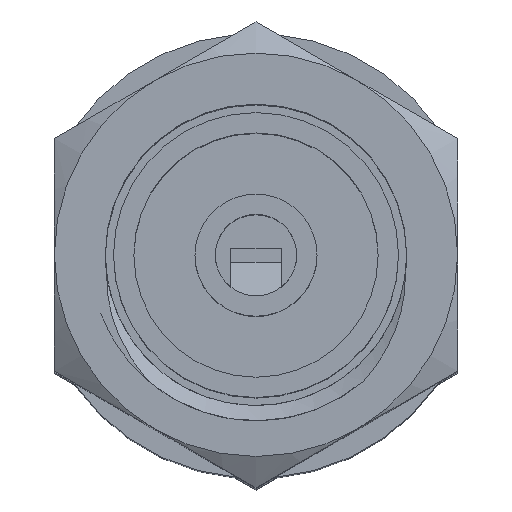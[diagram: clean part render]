
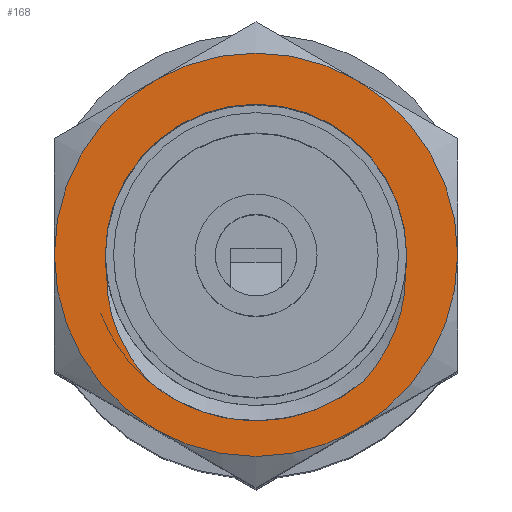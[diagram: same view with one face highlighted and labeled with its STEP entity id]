
A CAD part, top view. The second image highlights one B-rep face of the part: STEP entity #168.
In plain terms, the highlighted planar face has unit normal (0, 0, 1).
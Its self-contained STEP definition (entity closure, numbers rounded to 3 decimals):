
#25 = ORIENTED_EDGE ( 'NONE', *, *, #2452, .T. ) ;
#72 = VERTEX_POINT ( 'NONE', #2792 ) ;
#82 = VERTEX_POINT ( 'NONE', #1158 ) ;
#91 = CARTESIAN_POINT ( 'NONE',  ( 0., 0., 12.95 ) ) ;
#134 = CARTESIAN_POINT ( 'NONE',  ( -0.991, 1.716, 12.95 ) ) ;
#168 = ADVANCED_FACE ( 'NONE', ( #2335, #3172 ), #1297, .T. ) ;
#188 = CARTESIAN_POINT ( 'NONE',  ( 1.468, -0.19, 12.95 ) ) ;
#190 = DIRECTION ( 'NONE',  ( 1., 0., 0. ) ) ;
#204 = CARTESIAN_POINT ( 'NONE',  ( 0., 0., 12.95 ) ) ;
#254 = CARTESIAN_POINT ( 'NONE',  ( 0., 0., 12.95 ) ) ;
#273 = EDGE_CURVE ( 'NONE', #72, #82, #1449, .T. ) ;
#288 = DIRECTION ( 'NONE',  ( 0., 0., 1. ) ) ;
#348 = ORIENTED_EDGE ( 'NONE', *, *, #2513, .T. ) ;
#426 = CARTESIAN_POINT ( 'NONE',  ( -0.192, -1.63, 12.95 ) ) ;
#439 = CARTESIAN_POINT ( 'NONE',  ( -0.746, -1.462, 12.95 ) ) ;
#461 = DIRECTION ( 'NONE',  ( 0., 0., 1. ) ) ;
#468 = DIRECTION ( 'NONE',  ( 1., 0., 0. ) ) ;
#473 = CARTESIAN_POINT ( 'NONE',  ( -1.063, -1.236, 12.95 ) ) ;
#485 = CARTESIAN_POINT ( 'NONE',  ( 1.468, -0.19, 12.95 ) ) ;
#504 = CIRCLE ( 'NONE', #2720, 1.48 ) ;
#505 = CIRCLE ( 'NONE', #2888, 1.981 ) ;
#542 = DIRECTION ( 'NONE',  ( 1., 0., 0. ) ) ;
#555 = CIRCLE ( 'NONE', #3039, 1.48 ) ;
#565 = DIRECTION ( 'NONE',  ( 0., 0., 1. ) ) ;
#569 = DIRECTION ( 'NONE',  ( 1., 0., 0. ) ) ;
#597 = CIRCLE ( 'NONE', #3029, 1.981 ) ;
#628 = B_SPLINE_CURVE_WITH_KNOTS ( 'NONE', 3,
 ( #473, #2305, #1488, #2553, #981, #705 ),
 .UNSPECIFIED., .F., .F.,
 ( 4, 2, 4 ),
 ( 0., 0.001, 0.001 ),
 .UNSPECIFIED. ) ;
#663 = CARTESIAN_POINT ( 'NONE',  ( -1.063, -1.236, 12.95 ) ) ;
#705 = CARTESIAN_POINT ( 'NONE',  ( -1.468, -0.19, 12.95 ) ) ;
#716 = VERTEX_POINT ( 'NONE', #924 ) ;
#738 = CARTESIAN_POINT ( 'NONE',  ( 0.386, -1.595, 12.95 ) ) ;
#760 = VERTEX_POINT ( 'NONE', #2226 ) ;
#778 = DIRECTION ( 'NONE',  ( 0., 0., 1. ) ) ;
#784 = DIRECTION ( 'NONE',  ( 0., 0., 1. ) ) ;
#786 = EDGE_CURVE ( 'NONE', #82, #760, #505, .T. ) ;
#787 = ORIENTED_EDGE ( 'NONE', *, *, #1745, .T. ) ;
#792 = DIRECTION ( 'NONE',  ( 0., 0., 1. ) ) ;
#799 = VERTEX_POINT ( 'NONE', #663 ) ;
#882 = EDGE_LOOP ( 'NONE', ( #2367, #348, #2737, #787, #25, #1630 ) ) ;
#924 = CARTESIAN_POINT ( 'NONE',  ( 1.48, 0., 12.95 ) ) ;
#981 = CARTESIAN_POINT ( 'NONE',  ( -1.471, -0.383, 12.95 ) ) ;
#996 = CARTESIAN_POINT ( 'NONE',  ( -1.981, 0., 12.95 ) ) ;
#1019 = ORIENTED_EDGE ( 'NONE', *, *, #2971, .T. ) ;
#1026 = CARTESIAN_POINT ( 'NONE',  ( 1.294, -0.928, 12.95 ) ) ;
#1031 = DIRECTION ( 'NONE',  ( 1., 0., 0. ) ) ;
#1073 = VERTEX_POINT ( 'NONE', #2138 ) ;
#1144 = DIRECTION ( 'NONE',  ( 0., 0., 1. ) ) ;
#1158 = CARTESIAN_POINT ( 'NONE',  ( 0.991, -1.716, 12.95 ) ) ;
#1160 = CARTESIAN_POINT ( 'NONE',  ( 0., 0., 12.95 ) ) ;
#1190 = CIRCLE ( 'NONE', #1851, 1.981 ) ;
#1203 = CARTESIAN_POINT ( 'NONE',  ( 0.916, -1.363, 12.95 ) ) ;
#1207 = VERTEX_POINT ( 'NONE', #1979 ) ;
#1254 = CARTESIAN_POINT ( 'NONE',  ( 0.192, -1.63, 12.95 ) ) ;
#1297 = PLANE ( 'NONE',  #2054 ) ;
#1316 = CARTESIAN_POINT ( 'NONE',  ( 1.435, -0.575, 12.95 ) ) ;
#1357 = VERTEX_POINT ( 'NONE', #188 ) ;
#1449 = CIRCLE ( 'NONE', #2333, 1.981 ) ;
#1456 = CARTESIAN_POINT ( 'NONE',  ( 1.063, -1.236, 12.95 ) ) ;
#1460 = ORIENTED_EDGE ( 'NONE', *, *, #2960, .T. ) ;
#1463 = CIRCLE ( 'NONE', #3406, 1.981 ) ;
#1474 = CARTESIAN_POINT ( 'NONE',  ( -1.063, -1.236, 12.95 ) ) ;
#1488 = CARTESIAN_POINT ( 'NONE',  ( -1.294, -0.927, 12.95 ) ) ;
#1489 = EDGE_CURVE ( 'NONE', #1207, #1073, #555, .T. ) ;
#1551 = CARTESIAN_POINT ( 'NONE',  ( 1.063, -1.236, 12.95 ) ) ;
#1552 = VERTEX_POINT ( 'NONE', #134 ) ;
#1563 = VERTEX_POINT ( 'NONE', #1456 ) ;
#1630 = ORIENTED_EDGE ( 'NONE', *, *, #273, .T. ) ;
#1655 = EDGE_LOOP ( 'NONE', ( #1720, #2595, #1460, #1019, #2993, #3250 ) ) ;
#1671 = DIRECTION ( 'NONE',  ( 0., 0., 1. ) ) ;
#1695 = DIRECTION ( 'NONE',  ( 1., 0., 0. ) ) ;
#1720 = ORIENTED_EDGE ( 'NONE', *, *, #2652, .F. ) ;
#1728 = B_SPLINE_CURVE_WITH_KNOTS ( 'NONE', 3,
 ( #485, #2897, #1316, #1026, #2849, #1551 ),
 .UNSPECIFIED., .F., .F.,
 ( 4, 2, 4 ),
 ( 0., 0.001, 0.001 ),
 .UNSPECIFIED. ) ;
#1745 = EDGE_CURVE ( 'NONE', #1552, #1825, #3328, .T. ) ;
#1782 = CARTESIAN_POINT ( 'NONE',  ( 0., 0., 12.95 ) ) ;
#1784 = CARTESIAN_POINT ( 'NONE',  ( -0.386, -1.595, 12.95 ) ) ;
#1825 = VERTEX_POINT ( 'NONE', #996 ) ;
#1828 = VERTEX_POINT ( 'NONE', #1873 ) ;
#1841 = DIRECTION ( 'NONE',  ( 1., 0., 0. ) ) ;
#1851 = AXIS2_PLACEMENT_3D ( 'NONE', #2541, #461, #190 ) ;
#1873 = CARTESIAN_POINT ( 'NONE',  ( 0.991, 1.716, 12.95 ) ) ;
#1878 = DIRECTION ( 'NONE',  ( 1., 0., 0. ) ) ;
#1979 = CARTESIAN_POINT ( 'NONE',  ( -1.48, 0., 12.95 ) ) ;
#1998 = DIRECTION ( 'NONE',  ( 0., 0., 1. ) ) ;
#2021 = CIRCLE ( 'NONE', #3140, 1.48 ) ;
#2046 = DIRECTION ( 'NONE',  ( 1., 0., 0. ) ) ;
#2054 = AXIS2_PLACEMENT_3D ( 'NONE', #3416, #784, #468 ) ;
#2069 = EDGE_CURVE ( 'NONE', #716, #1207, #504, .T. ) ;
#2093 = EDGE_CURVE ( 'NONE', #1357, #1563, #1728, .T. ) ;
#2138 = CARTESIAN_POINT ( 'NONE',  ( -1.468, -0.19, 12.95 ) ) ;
#2208 = DIRECTION ( 'NONE',  ( 1., 0., 0. ) ) ;
#2226 = CARTESIAN_POINT ( 'NONE',  ( 1.981, 0., 12.95 ) ) ;
#2266 = B_SPLINE_CURVE_WITH_KNOTS ( 'NONE', 3,
 ( #2851, #1203, #2803, #738, #1254, #426, #1784, #439, #3332, #1474 ),
 .UNSPECIFIED., .F., .F.,
 ( 4, 2, 2, 2, 4 ),
 ( 0., 0.001, 0.001, 0.002, 0.002 ),
 .UNSPECIFIED. ) ;
#2305 = CARTESIAN_POINT ( 'NONE',  ( -1.191, -1.092, 12.95 ) ) ;
#2333 = AXIS2_PLACEMENT_3D ( 'NONE', #91, #1144, #1695 ) ;
#2335 = FACE_OUTER_BOUND ( 'NONE', #882, .T. ) ;
#2367 = ORIENTED_EDGE ( 'NONE', *, *, #786, .T. ) ;
#2427 = CARTESIAN_POINT ( 'NONE',  ( 0., 0., 12.95 ) ) ;
#2452 = EDGE_CURVE ( 'NONE', #1825, #72, #1190, .T. ) ;
#2513 = EDGE_CURVE ( 'NONE', #760, #1828, #1463, .T. ) ;
#2541 = CARTESIAN_POINT ( 'NONE',  ( 0., 0., 12.95 ) ) ;
#2553 = CARTESIAN_POINT ( 'NONE',  ( -1.435, -0.574, 12.95 ) ) ;
#2595 = ORIENTED_EDGE ( 'NONE', *, *, #2093, .T. ) ;
#2599 = DIRECTION ( 'NONE',  ( 0., 0., 1. ) ) ;
#2652 = EDGE_CURVE ( 'NONE', #1357, #716, #2021, .T. ) ;
#2720 = AXIS2_PLACEMENT_3D ( 'NONE', #1782, #2599, #542 ) ;
#2737 = ORIENTED_EDGE ( 'NONE', *, *, #2823, .T. ) ;
#2792 = CARTESIAN_POINT ( 'NONE',  ( -0.991, -1.716, 12.95 ) ) ;
#2803 = CARTESIAN_POINT ( 'NONE',  ( 0.746, -1.462, 12.95 ) ) ;
#2823 = EDGE_CURVE ( 'NONE', #1828, #1552, #597, .T. ) ;
#2849 = CARTESIAN_POINT ( 'NONE',  ( 1.191, -1.092, 12.95 ) ) ;
#2851 = CARTESIAN_POINT ( 'NONE',  ( 1.063, -1.236, 12.95 ) ) ;
#2888 = AXIS2_PLACEMENT_3D ( 'NONE', #1160, #1671, #2208 ) ;
#2897 = CARTESIAN_POINT ( 'NONE',  ( 1.471, -0.383, 12.95 ) ) ;
#2941 = AXIS2_PLACEMENT_3D ( 'NONE', #3147, #565, #1841 ) ;
#2960 = EDGE_CURVE ( 'NONE', #1563, #799, #2266, .T. ) ;
#2971 = EDGE_CURVE ( 'NONE', #799, #1073, #628, .T. ) ;
#2993 = ORIENTED_EDGE ( 'NONE', *, *, #1489, .F. ) ;
#3029 = AXIS2_PLACEMENT_3D ( 'NONE', #3404, #792, #1031 ) ;
#3039 = AXIS2_PLACEMENT_3D ( 'NONE', #2427, #288, #1878 ) ;
#3140 = AXIS2_PLACEMENT_3D ( 'NONE', #254, #778, #569 ) ;
#3147 = CARTESIAN_POINT ( 'NONE',  ( 0., 0., 12.95 ) ) ;
#3172 = FACE_BOUND ( 'NONE', #1655, .T. ) ;
#3250 = ORIENTED_EDGE ( 'NONE', *, *, #2069, .F. ) ;
#3328 = CIRCLE ( 'NONE', #2941, 1.981 ) ;
#3332 = CARTESIAN_POINT ( 'NONE',  ( -0.916, -1.363, 12.95 ) ) ;
#3404 = CARTESIAN_POINT ( 'NONE',  ( 0., 0., 12.95 ) ) ;
#3406 = AXIS2_PLACEMENT_3D ( 'NONE', #204, #1998, #2046 ) ;
#3416 = CARTESIAN_POINT ( 'NONE',  ( 0., 0., 12.95 ) ) ;
